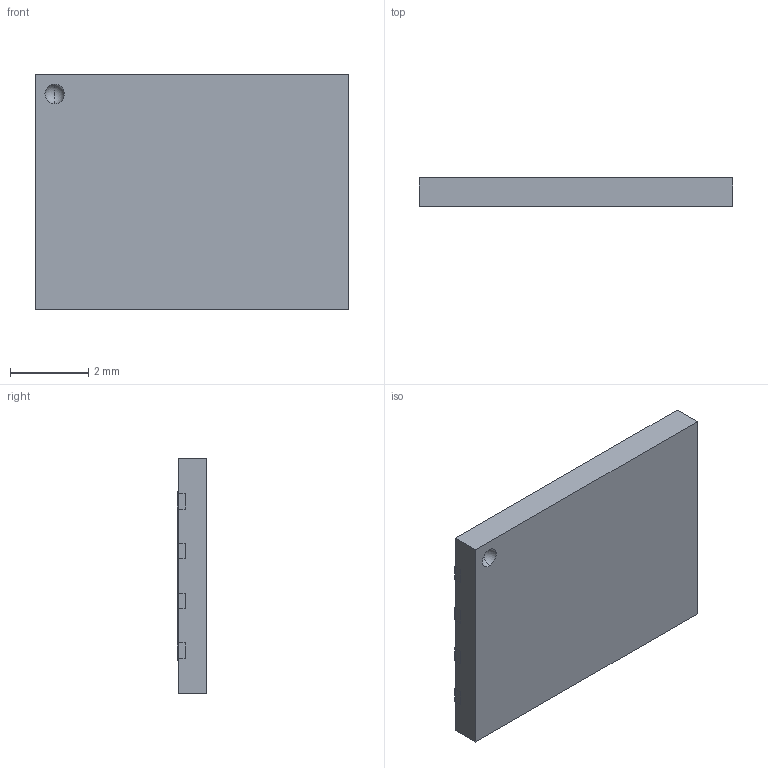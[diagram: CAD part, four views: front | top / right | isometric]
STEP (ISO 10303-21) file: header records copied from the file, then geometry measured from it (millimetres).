
FILE_DESCRIPTION (( 'STEP AP214' ), '1' );
FILE_NAME ('User Library-SON8-4x4mm.STEP', '2024-07-17T04:36:34', ( '' ), ( '' ), 'SwSTEP 2.0', 'SolidWorks 2020', '' );
FILE_SCHEMA (( 'AUTOMOTIVE_DESIGN' ));
Length unit declared in the file: millimetre
Products named in the file (1): User Library-SON8-4x4mm
Bounding box: 8 x 0.75 x 6 mm (x, y, z)
Volume: 35.6 mm3; surface area: 157 mm2
Topology: 10 solids, 10 shells, 72 faces, 150 edges, 100 vertices
Faces by surface type: plane 60, cylinder 10, torus 2
Entity records: 2180 total; most frequent: CARTESIAN_POINT 323, DIRECTION 322, ORIENTED_EDGE 300, EDGE_CURVE 150, LINE 124, VECTOR 124, VERTEX_POINT 100, AXIS2_PLACEMENT_3D 99
